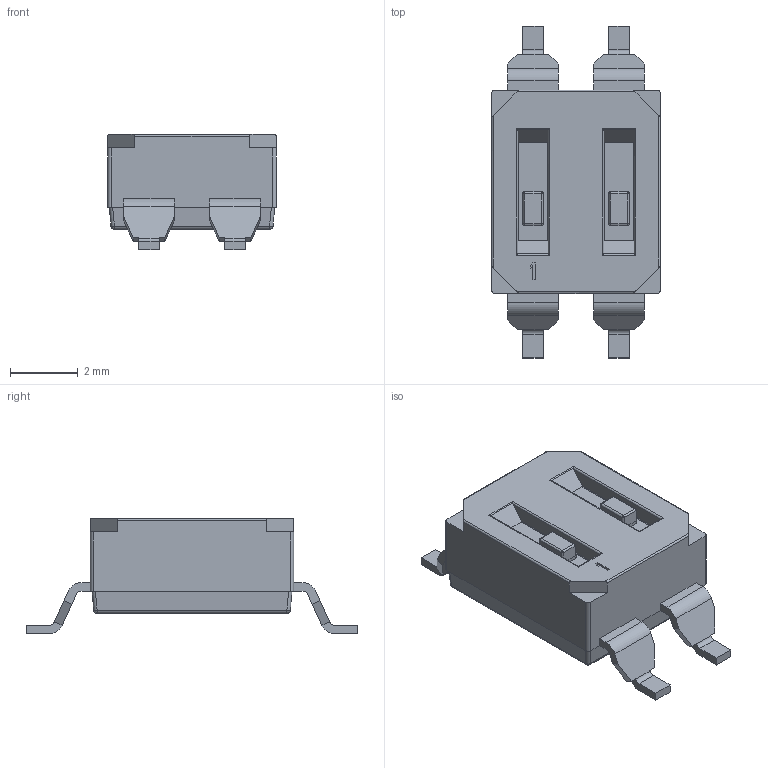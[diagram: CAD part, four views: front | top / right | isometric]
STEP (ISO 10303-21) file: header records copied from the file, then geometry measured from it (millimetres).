
FILE_DESCRIPTION((''),'2;1');
FILE_NAME('C-2-2319848-3','2017-06-09T',('workeradm'),('Tyco Electronics Ltd.'),'CREO PARAMETRIC BY PTC INC, 2016050','CREO PARAMETRIC BY PTC INC, 2016050','');
FILE_SCHEMA(('AUTOMOTIVE_DESIGN { 1 0 10303 214 1 1 1 1 }'));
Length unit declared in the file: millimetre
Products named in the file (1): C-2-2319848-3
Bounding box: 4.98 x 9.8 x 3.4 mm (x, y, z)
Volume: 82.4 mm3; surface area: 155 mm2
Topology: 1 solids, 1 shells, 191 faces, 497 edges, 314 vertices
Faces by surface type: plane 111, cylinder 68, sphere 12
Entity records: 6003 total; most frequent: CARTESIAN_POINT 1180, ORIENTED_EDGE 994, DIRECTION 919, EDGE_CURVE 497, VECTOR 369, LINE 369, VERTEX_POINT 314, AXIS2_PLACEMENT_3D 275
